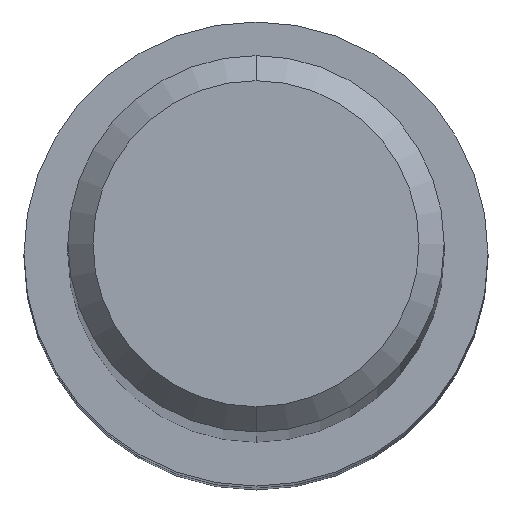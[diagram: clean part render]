
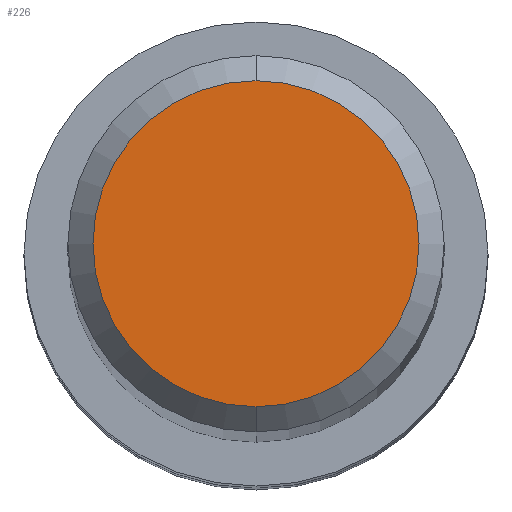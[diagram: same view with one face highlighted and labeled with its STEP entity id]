
A CAD part, top view. The second image highlights one B-rep face of the part: STEP entity #226.
In plain terms, the highlighted planar face has unit normal (0, 0, 1).
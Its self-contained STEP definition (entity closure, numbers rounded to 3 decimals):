
#226=ADVANCED_FACE('',(#523),#524,.T.);
#326=VERTEX_POINT('',#634);
#342=EDGE_CURVE('',#434,#326,#651,.T.);
#424=EDGE_CURVE('',#326,#434,#745,.T.);
#434=VERTEX_POINT('',#755);
#523=FACE_OUTER_BOUND('',#902,.T.);
#524=PLANE('',#903);
#634=CARTESIAN_POINT('',(0.0,2.6,0.0));
#651=CIRCLE('',#1188,2.6);
#745=CIRCLE('',#1358,2.6);
#755=CARTESIAN_POINT('',(0.,-2.6,0.0));
#902=EDGE_LOOP('',(#1431,#1432));
#903=AXIS2_PLACEMENT_3D('',#1433,#1434,#1435);
#1188=AXIS2_PLACEMENT_3D('',#1581,#1582,#1583);
#1358=AXIS2_PLACEMENT_3D('',#1709,#1710,#1711);
#1431=ORIENTED_EDGE('',*,*,#424,.F.);
#1432=ORIENTED_EDGE('',*,*,#342,.F.);
#1433=CARTESIAN_POINT('',(0.0,1.3,0.0));
#1434=DIRECTION('',(-0.0,0.0,1.0));
#1435=DIRECTION('',(0.0,-1.0,0.0));
#1581=CARTESIAN_POINT('',(0.0,0.0,0.0));
#1582=DIRECTION('',(0.0,0.0,-1.0));
#1583=DIRECTION('',(0.0,1.0,0.0));
#1709=CARTESIAN_POINT('',(0.0,0.0,0.0));
#1710=DIRECTION('',(0.0,0.0,-1.0));
#1711=DIRECTION('',(0.0,1.0,0.0));
